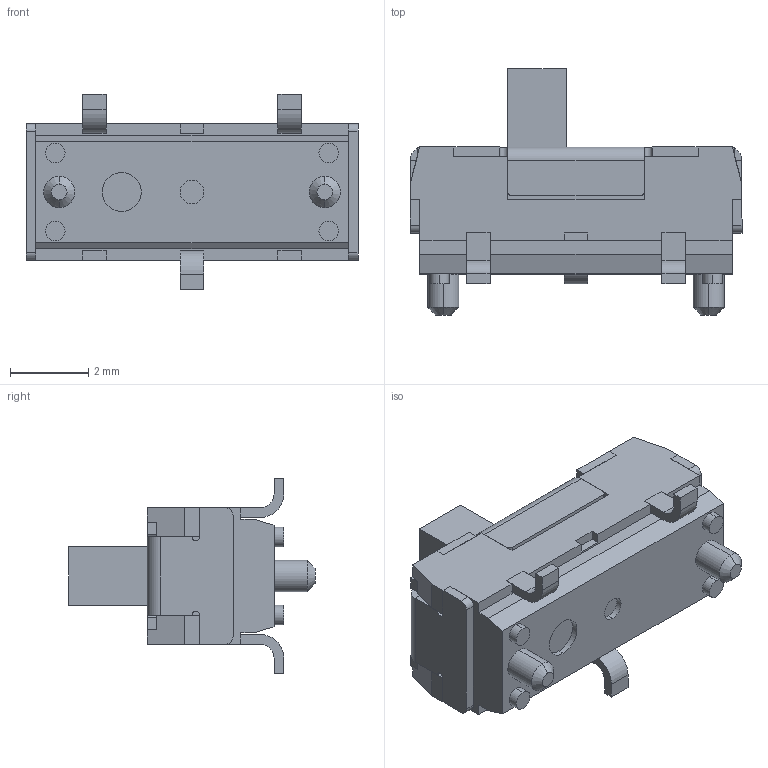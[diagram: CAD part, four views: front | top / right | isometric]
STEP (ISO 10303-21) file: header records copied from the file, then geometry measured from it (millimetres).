
FILE_DESCRIPTION (( 'STEP AP214' ), '1' );
FILE_NAME ('CL-SB-12B-01T.STEP', '2024-08-27T17:12:48', ( '' ), ( '' ), 'SwSTEP 2.0', 'SolidWorks 2021', '' );
FILE_SCHEMA (( 'AUTOMOTIVE_DESIGN' ));
Length unit declared in the file: millimetre
Products named in the file (1): CL-SB-12B-01T
Bounding box: 8.5 x 6.3 x 5 mm (x, y, z)
Volume: 93 mm3; surface area: 280.6 mm2
Topology: 6 solids, 6 shells, 256 faces, 671 edges, 436 vertices
Faces by surface type: plane 190, cylinder 62, cone 4
Entity records: 7881 total; most frequent: CARTESIAN_POINT 1379, ORIENTED_EDGE 1342, DIRECTION 1309, EDGE_CURVE 671, LINE 539, VECTOR 539, VERTEX_POINT 436, AXIS2_PLACEMENT_3D 385
